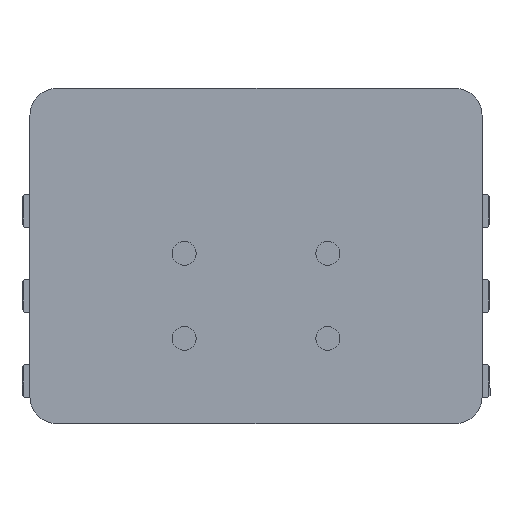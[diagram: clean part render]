
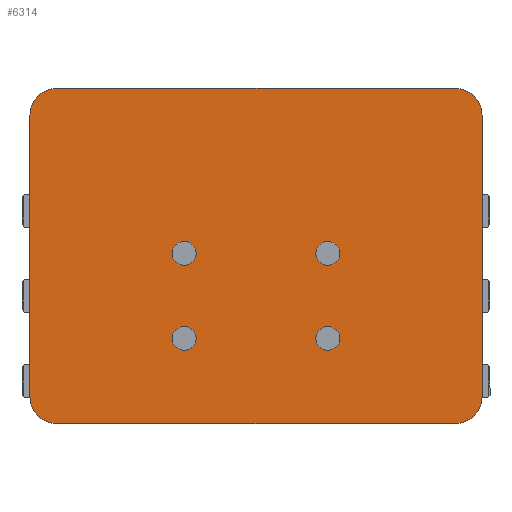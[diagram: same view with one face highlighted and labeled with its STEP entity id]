
A CAD part, front view. The second image highlights one B-rep face of the part: STEP entity #6314.
In plain terms, the highlighted planar face has unit normal (0, -1, 0).
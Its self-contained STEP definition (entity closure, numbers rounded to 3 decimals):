
#163=CIRCLE('',#6750,2.25);
#169=CIRCLE('',#6759,2.25);
#175=CIRCLE('',#6768,2.25);
#181=CIRCLE('',#6777,2.25);
#218=CIRCLE('',#6846,5.);
#219=CIRCLE('',#6849,5.);
#220=CIRCLE('',#6852,5.);
#221=CIRCLE('',#6855,5.);
#316=FACE_BOUND('',#1136,.T.);
#317=FACE_BOUND('',#1137,.T.);
#318=FACE_BOUND('',#1138,.T.);
#319=FACE_BOUND('',#1139,.T.);
#779=FACE_OUTER_BOUND('',#1135,.T.);
#1135=EDGE_LOOP('',(#5518,#5519,#5520,#5521,#5522,#5523,#5524,#5525));
#1136=EDGE_LOOP('',(#5526));
#1137=EDGE_LOOP('',(#5527));
#1138=EDGE_LOOP('',(#5528));
#1139=EDGE_LOOP('',(#5529));
#1847=LINE('',#10133,#2550);
#1850=LINE('',#10141,#2553);
#1853=LINE('',#10149,#2556);
#1856=LINE('',#10156,#2559);
#2550=VECTOR('',#8317,10.);
#2553=VECTOR('',#8326,10.);
#2556=VECTOR('',#8335,10.);
#2559=VECTOR('',#8344,10.);
#3029=VERTEX_POINT('',#9905);
#3035=VERTEX_POINT('',#9922);
#3041=VERTEX_POINT('',#9939);
#3047=VERTEX_POINT('',#9956);
#3100=VERTEX_POINT('',#10126);
#3101=VERTEX_POINT('',#10127);
#3102=VERTEX_POINT('',#10132);
#3103=VERTEX_POINT('',#10136);
#3104=VERTEX_POINT('',#10140);
#3105=VERTEX_POINT('',#10144);
#3106=VERTEX_POINT('',#10148);
#3107=VERTEX_POINT('',#10152);
#3798=EDGE_CURVE('',#3029,#3029,#163,.T.);
#3806=EDGE_CURVE('',#3035,#3035,#169,.T.);
#3814=EDGE_CURVE('',#3041,#3041,#175,.T.);
#3822=EDGE_CURVE('',#3047,#3047,#181,.T.);
#3906=EDGE_CURVE('',#3100,#3101,#218,.T.);
#3909=EDGE_CURVE('',#3102,#3100,#1847,.T.);
#3911=EDGE_CURVE('',#3103,#3102,#219,.T.);
#3913=EDGE_CURVE('',#3104,#3103,#1850,.T.);
#3915=EDGE_CURVE('',#3105,#3104,#220,.T.);
#3917=EDGE_CURVE('',#3106,#3105,#1853,.T.);
#3919=EDGE_CURVE('',#3107,#3106,#221,.T.);
#3921=EDGE_CURVE('',#3101,#3107,#1856,.T.);
#5518=ORIENTED_EDGE('',*,*,#3921,.F.);
#5519=ORIENTED_EDGE('',*,*,#3906,.F.);
#5520=ORIENTED_EDGE('',*,*,#3909,.F.);
#5521=ORIENTED_EDGE('',*,*,#3911,.F.);
#5522=ORIENTED_EDGE('',*,*,#3913,.F.);
#5523=ORIENTED_EDGE('',*,*,#3915,.F.);
#5524=ORIENTED_EDGE('',*,*,#3917,.F.);
#5525=ORIENTED_EDGE('',*,*,#3919,.F.);
#5526=ORIENTED_EDGE('',*,*,#3798,.T.);
#5527=ORIENTED_EDGE('',*,*,#3806,.T.);
#5528=ORIENTED_EDGE('',*,*,#3814,.T.);
#5529=ORIENTED_EDGE('',*,*,#3822,.T.);
#6025=PLANE('',#6857);
#6314=ADVANCED_FACE('',(#779,#316,#317,#318,#319),#6025,.F.);
#6750=AXIS2_PLACEMENT_3D('',#9907,#8066,#8067);
#6759=AXIS2_PLACEMENT_3D('',#9924,#8086,#8087);
#6768=AXIS2_PLACEMENT_3D('',#9941,#8106,#8107);
#6777=AXIS2_PLACEMENT_3D('',#9958,#8126,#8127);
#6846=AXIS2_PLACEMENT_3D('',#10128,#8311,#8312);
#6849=AXIS2_PLACEMENT_3D('',#10137,#8321,#8322);
#6852=AXIS2_PLACEMENT_3D('',#10145,#8330,#8331);
#6855=AXIS2_PLACEMENT_3D('',#10153,#8339,#8340);
#6857=AXIS2_PLACEMENT_3D('',#10157,#8345,#8346);
#8066=DIRECTION('center_axis',(0.,1.,0.));
#8067=DIRECTION('ref_axis',(1.,0.,0.));
#8086=DIRECTION('center_axis',(0.,1.,0.));
#8087=DIRECTION('ref_axis',(1.,0.,0.));
#8106=DIRECTION('center_axis',(0.,1.,0.));
#8107=DIRECTION('ref_axis',(1.,0.,0.));
#8126=DIRECTION('center_axis',(0.,1.,0.));
#8127=DIRECTION('ref_axis',(1.,0.,0.));
#8311=DIRECTION('center_axis',(0.,1.,0.));
#8312=DIRECTION('ref_axis',(0.,0.,1.));
#8317=DIRECTION('',(1.,0.,0.));
#8321=DIRECTION('center_axis',(0.,1.,0.));
#8322=DIRECTION('ref_axis',(-1.,0.,0.));
#8326=DIRECTION('',(0.,0.,1.));
#8330=DIRECTION('center_axis',(0.,1.,0.));
#8331=DIRECTION('ref_axis',(0.,0.,-1.));
#8335=DIRECTION('',(-1.,0.,0.));
#8339=DIRECTION('center_axis',(0.,1.,0.));
#8340=DIRECTION('ref_axis',(1.,0.,0.));
#8344=DIRECTION('',(0.,0.,-1.));
#8345=DIRECTION('center_axis',(0.,1.,0.));
#8346=DIRECTION('ref_axis',(0.,0.,1.));
#9905=CARTESIAN_POINT('',(11.25,0.,0.5));
#9907=CARTESIAN_POINT('Origin',(13.5,0.,0.5));
#9922=CARTESIAN_POINT('',(-15.75,0.,-15.5));
#9924=CARTESIAN_POINT('Origin',(-13.5,0.,-15.5));
#9939=CARTESIAN_POINT('',(-15.75,0.,0.5));
#9941=CARTESIAN_POINT('Origin',(-13.5,0.,0.5));
#9956=CARTESIAN_POINT('',(11.25,0.,-15.5));
#9958=CARTESIAN_POINT('Origin',(13.5,0.,-15.5));
#10126=CARTESIAN_POINT('',(37.5,0.,31.5));
#10127=CARTESIAN_POINT('',(42.5,0.,26.5));
#10128=CARTESIAN_POINT('Origin',(37.5,0.,26.5));
#10132=CARTESIAN_POINT('',(-37.5,0.,31.5));
#10133=CARTESIAN_POINT('',(-37.5,0.,31.5));
#10136=CARTESIAN_POINT('',(-42.5,0.,26.5));
#10137=CARTESIAN_POINT('Origin',(-37.5,0.,26.5));
#10140=CARTESIAN_POINT('',(-42.5,0.,-26.5));
#10141=CARTESIAN_POINT('',(-42.5,0.,-26.5));
#10144=CARTESIAN_POINT('',(-37.5,0.,-31.5));
#10145=CARTESIAN_POINT('Origin',(-37.5,0.,-26.5));
#10148=CARTESIAN_POINT('',(37.5,0.,-31.5));
#10149=CARTESIAN_POINT('',(37.5,0.,-31.5));
#10152=CARTESIAN_POINT('',(42.5,0.,-26.5));
#10153=CARTESIAN_POINT('Origin',(37.5,0.,-26.5));
#10156=CARTESIAN_POINT('',(42.5,0.,26.5));
#10157=CARTESIAN_POINT('Origin',(0.,0.,0.));
